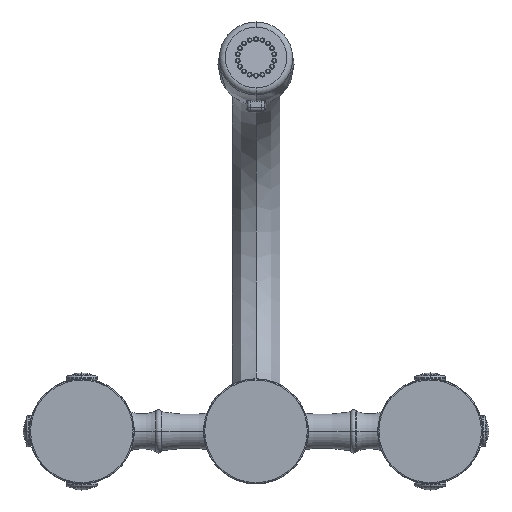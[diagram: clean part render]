
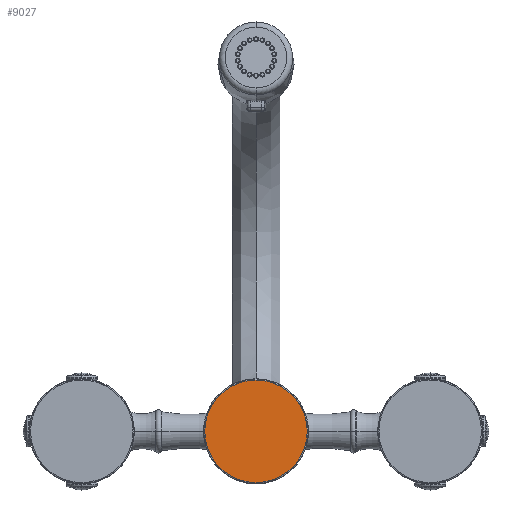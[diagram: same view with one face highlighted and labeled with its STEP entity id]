
A CAD part, front view. The second image highlights one B-rep face of the part: STEP entity #9027.
In plain terms, the highlighted planar face has unit normal (0, -1, 0).
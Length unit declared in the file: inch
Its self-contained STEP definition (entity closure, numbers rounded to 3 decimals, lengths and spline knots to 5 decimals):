
#824=CARTESIAN_POINT('',(0.,-2.8306,0.));
#825=DIRECTION('',(0.,-1.,0.));
#826=DIRECTION('',(-1.,0.,0.));
#827=AXIS2_PLACEMENT_3D('',#824,#825,#826);
#829=CARTESIAN_POINT('',(0.,-2.8306,0.));
#830=DIRECTION('',(0.,-1.,0.));
#831=DIRECTION('',(1.,0.,0.));
#832=AXIS2_PLACEMENT_3D('',#829,#830,#831);
#6749=CARTESIAN_POINT('',(-1.17745,-2.8306,0.));
#6750=CARTESIAN_POINT('',(1.17745,-2.8306,0.));
#6751=VERTEX_POINT('',#6749);
#6752=VERTEX_POINT('',#6750);
#9017=CARTESIAN_POINT('',(0.,-2.8306,0.));
#9018=DIRECTION('',(0.,-1.,0.));
#9019=DIRECTION('',(-1.,0.,0.));
#9020=AXIS2_PLACEMENT_3D('',#9017,#9018,#9019);
#9021=PLANE('',#9020);
#9023=ORIENTED_EDGE('',*,*,#9022,.F.);
#9024=ORIENTED_EDGE('',*,*,#9007,.F.);
#9025=EDGE_LOOP('',(#9023,#9024));
#9026=FACE_OUTER_BOUND('',#9025,.F.);
#9027=ADVANCED_FACE('',(#9026),#9021,.T.);
#828=CIRCLE('',#827,1.17745);
#833=CIRCLE('',#832,1.17745);
#9007=EDGE_CURVE('',#6752,#6751,#833,.T.);
#9022=EDGE_CURVE('',#6751,#6752,#828,.T.);
